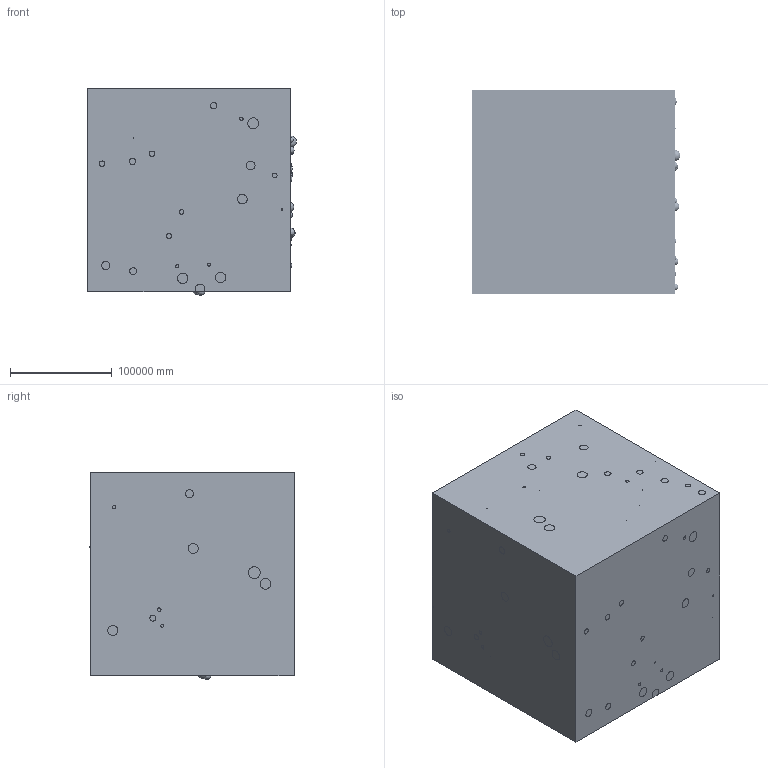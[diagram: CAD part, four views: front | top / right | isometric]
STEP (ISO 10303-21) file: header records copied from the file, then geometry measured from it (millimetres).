
FILE_DESCRIPTION(('Open CASCADE Model'),'2;1');
FILE_NAME('Open CASCADE Shape Model','2020-07-23T16:18:06',('Author'),( 'Open CASCADE'),'Open CASCADE STEP processor 7.3','Open CASCADE 7.3' ,'Unknown');
FILE_SCHEMA(('AUTOMOTIVE_DESIGN { 1 0 10303 214 1 1 1 1 }'));
Length unit declared in the file: metre
Products named in the file (2): Open CASCADE STEP translator 7.3 1; Open CASCADE STEP translator 7.3 1.1
Assembly tree (1 placements, depth 2):
  Open CASCADE STEP translator 7.3 1
    Open CASCADE STEP translator 7.3 1.1
Bounding box: 205306.08 x 200751.03 x 203403.75 mm (x, y, z)
Surface area: 561003644084 mm2 (no closed solid volume)
Topology: 0 solids, 1921 shells, 2495 faces, 7256 edges, 4930 vertices
Faces by surface type: sphere 2399, plane 96
Entity records: 54783 total; most frequent: CARTESIAN_POINT 24944, DIRECTION 7967, AXIS2_PLACEMENT_3D 3673, ADVANCED_FACE 2492, SHELL_BASED_SURFACE_MODEL 1918, CLOSED_SHELL 1918, FACE_BOUND 1512, ORIENTED_EDGE 1323
